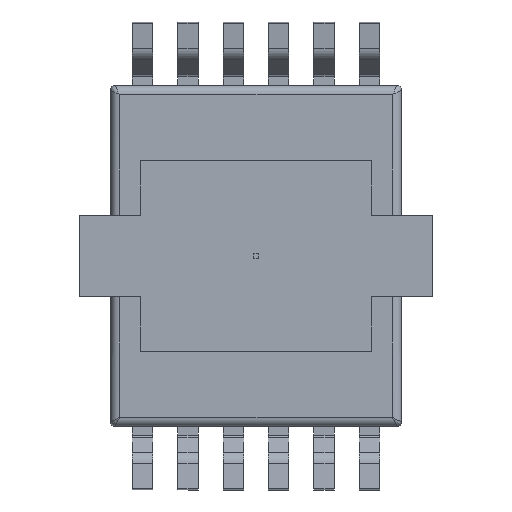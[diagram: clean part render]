
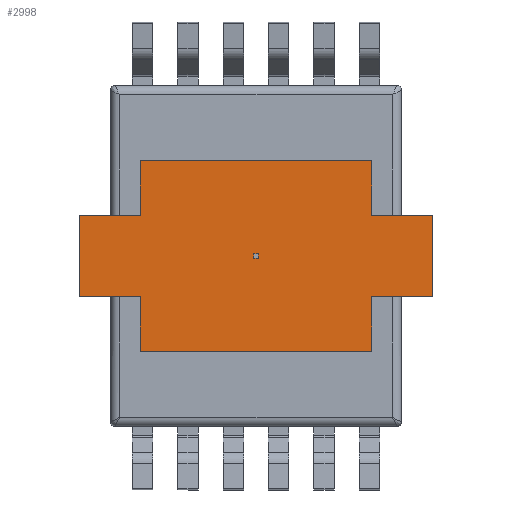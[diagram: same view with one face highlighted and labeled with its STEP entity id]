
A CAD part, front view. The second image highlights one B-rep face of the part: STEP entity #2998.
In plain terms, the highlighted planar face has unit normal (0, -1, 0).
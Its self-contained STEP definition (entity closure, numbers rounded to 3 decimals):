
#57 = CARTESIAN_POINT ( 'NONE',  ( -3.9, 0., -0.9 ) ) ;
#398 = EDGE_CURVE ( 'NONE', #9794, #3307, #1248, .T. ) ;
#703 = CARTESIAN_POINT ( 'NONE',  ( -3.9, 0., 0.9 ) ) ;
#769 = VERTEX_POINT ( 'NONE', #987 ) ;
#798 = LINE ( 'NONE', #5819, #12622 ) ;
#874 = CARTESIAN_POINT ( 'NONE',  ( 2.55, 0., 2.1 ) ) ;
#987 = CARTESIAN_POINT ( 'NONE',  ( -0.05, 0., 0.05 ) ) ;
#1065 = EDGE_CURVE ( 'NONE', #12969, #6855, #3218, .T. ) ;
#1217 = DIRECTION ( 'NONE',  ( 0., 0., -1. ) ) ;
#1233 = VECTOR ( 'NONE', #5899, 1000. ) ;
#1248 = LINE ( 'NONE', #6265, #10064 ) ;
#1290 = VERTEX_POINT ( 'NONE', #703 ) ;
#1372 = DIRECTION ( 'NONE',  ( 0., 1., 0. ) ) ;
#1633 = CARTESIAN_POINT ( 'NONE',  ( 2.55, 0., -0.9 ) ) ;
#1691 = CARTESIAN_POINT ( 'NONE',  ( 3.9, 0., 0.9 ) ) ;
#1943 = EDGE_CURVE ( 'NONE', #1290, #6400, #11001, .T. ) ;
#2236 = VECTOR ( 'NONE', #5096, 1000. ) ;
#2263 = CARTESIAN_POINT ( 'NONE',  ( -2.55, 0., 2.1 ) ) ;
#2419 = VERTEX_POINT ( 'NONE', #6444 ) ;
#2611 = FACE_OUTER_BOUND ( 'NONE', #12728, .T. ) ;
#2723 = DIRECTION ( 'NONE',  ( 1., 0., 0. ) ) ;
#2998 = ADVANCED_FACE ( 'NONE', ( #13894, #2611 ), #7630, .F. ) ;
#3032 = DIRECTION ( 'NONE',  ( 0., 0., 1. ) ) ;
#3218 = LINE ( 'NONE', #8223, #12695 ) ;
#3251 = VECTOR ( 'NONE', #2723, 1000. ) ;
#3307 = VERTEX_POINT ( 'NONE', #9929 ) ;
#3956 = CARTESIAN_POINT ( 'NONE',  ( 2.55, 0., -0.9 ) ) ;
#4046 = DIRECTION ( 'NONE',  ( 0., 0., 1. ) ) ;
#4051 = EDGE_CURVE ( 'NONE', #9004, #5441, #4936, .T. ) ;
#4056 = CARTESIAN_POINT ( 'NONE',  ( -0.05, 0., -0.05 ) ) ;
#4060 = CARTESIAN_POINT ( 'NONE',  ( -2.55, 0., 2.1 ) ) ;
#4215 = VECTOR ( 'NONE', #6638, 1000. ) ;
#4338 = ORIENTED_EDGE ( 'NONE', *, *, #12859, .F. ) ;
#4351 = LINE ( 'NONE', #9365, #10821 ) ;
#4460 = VECTOR ( 'NONE', #1217, 1000. ) ;
#4757 = DIRECTION ( 'NONE',  ( 1., 0., 0. ) ) ;
#4899 = LINE ( 'NONE', #9907, #10236 ) ;
#4936 = LINE ( 'NONE', #9941, #12981 ) ;
#4945 = EDGE_CURVE ( 'NONE', #8971, #1290, #10300, .T. ) ;
#5041 = VECTOR ( 'NONE', #3032, 1000. ) ;
#5096 = DIRECTION ( 'NONE',  ( -1., 0., 0. ) ) ;
#5100 = ORIENTED_EDGE ( 'NONE', *, *, #15174, .F. ) ;
#5441 = VERTEX_POINT ( 'NONE', #11930 ) ;
#5616 = VERTEX_POINT ( 'NONE', #15444 ) ;
#5819 = CARTESIAN_POINT ( 'NONE',  ( -0.05, 0., 0.05 ) ) ;
#5870 = ORIENTED_EDGE ( 'NONE', *, *, #14608, .F. ) ;
#5899 = DIRECTION ( 'NONE',  ( 1., 0., 0. ) ) ;
#6092 = VERTEX_POINT ( 'NONE', #3956 ) ;
#6107 = EDGE_CURVE ( 'NONE', #7178, #12969, #8973, .T. ) ;
#6265 = CARTESIAN_POINT ( 'NONE',  ( -2.55, 0., -2.1 ) ) ;
#6389 = DIRECTION ( 'NONE',  ( 0., 0., 1. ) ) ;
#6400 = VERTEX_POINT ( 'NONE', #12418 ) ;
#6428 = EDGE_CURVE ( 'NONE', #2419, #8971, #11340, .T. ) ;
#6444 = CARTESIAN_POINT ( 'NONE',  ( -2.55, 0., -0.9 ) ) ;
#6638 = DIRECTION ( 'NONE',  ( -1., 0., 0. ) ) ;
#6692 = DIRECTION ( 'NONE',  ( 1., 0., 0. ) ) ;
#6855 = VERTEX_POINT ( 'NONE', #8000 ) ;
#7178 = VERTEX_POINT ( 'NONE', #4056 ) ;
#7404 = ORIENTED_EDGE ( 'NONE', *, *, #4945, .F. ) ;
#7472 = LINE ( 'NONE', #12497, #4460 ) ;
#7534 = CARTESIAN_POINT ( 'NONE',  ( 2.55, 0., 2.1 ) ) ;
#7630 = PLANE ( 'NONE',  #12256 ) ;
#7654 = EDGE_CURVE ( 'NONE', #11529, #5616, #7472, .T. ) ;
#7671 = VECTOR ( 'NONE', #6692, 1000. ) ;
#8000 = CARTESIAN_POINT ( 'NONE',  ( 0.05, 0., 0.05 ) ) ;
#8223 = CARTESIAN_POINT ( 'NONE',  ( 0.05, 0., -0.05 ) ) ;
#8971 = VERTEX_POINT ( 'NONE', #14298 ) ;
#8973 = LINE ( 'NONE', #14009, #3251 ) ;
#9004 = VERTEX_POINT ( 'NONE', #11817 ) ;
#9077 = DIRECTION ( 'NONE',  ( 0., 0., 1. ) ) ;
#9080 = EDGE_CURVE ( 'NONE', #6092, #9794, #4899, .T. ) ;
#9090 = VECTOR ( 'NONE', #4757, 1000. ) ;
#9282 = LINE ( 'NONE', #14313, #5041 ) ;
#9365 = CARTESIAN_POINT ( 'NONE',  ( -0.05, 0., -0.05 ) ) ;
#9591 = ORIENTED_EDGE ( 'NONE', *, *, #13083, .F. ) ;
#9645 = CARTESIAN_POINT ( 'NONE',  ( 2.55, 0., -2.1 ) ) ;
#9794 = VERTEX_POINT ( 'NONE', #9645 ) ;
#9907 = CARTESIAN_POINT ( 'NONE',  ( 2.55, 0., -2.1 ) ) ;
#9929 = CARTESIAN_POINT ( 'NONE',  ( -2.55, 0., -2.1 ) ) ;
#9941 = CARTESIAN_POINT ( 'NONE',  ( 3.9, 0., -0.9 ) ) ;
#9960 = ORIENTED_EDGE ( 'NONE', *, *, #9080, .F. ) ;
#10064 = VECTOR ( 'NONE', #11292, 1000. ) ;
#10090 = EDGE_LOOP ( 'NONE', ( #12893, #16217, #13710, #5100 ) ) ;
#10236 = VECTOR ( 'NONE', #14944, 1000. ) ;
#10300 = LINE ( 'NONE', #15339, #14567 ) ;
#10821 = VECTOR ( 'NONE', #14396, 1000. ) ;
#10835 = DIRECTION ( 'NONE',  ( -1., 0., 0. ) ) ;
#11001 = LINE ( 'NONE', #16045, #9090 ) ;
#11292 = DIRECTION ( 'NONE',  ( -1., 0., 0. ) ) ;
#11340 = LINE ( 'NONE', #57, #2236 ) ;
#11349 = EDGE_CURVE ( 'NONE', #13500, #11529, #12160, .T. ) ;
#11529 = VERTEX_POINT ( 'NONE', #7534 ) ;
#11681 = ORIENTED_EDGE ( 'NONE', *, *, #398, .F. ) ;
#11817 = CARTESIAN_POINT ( 'NONE',  ( 3.9, 0., 0.9 ) ) ;
#11930 = CARTESIAN_POINT ( 'NONE',  ( 3.9, 0., -0.9 ) ) ;
#11997 = ORIENTED_EDGE ( 'NONE', *, *, #7654, .F. ) ;
#12160 = LINE ( 'NONE', #874, #1233 ) ;
#12256 = AXIS2_PLACEMENT_3D ( 'NONE', #12655, #1372, #6389 ) ;
#12291 = ORIENTED_EDGE ( 'NONE', *, *, #15491, .F. ) ;
#12418 = CARTESIAN_POINT ( 'NONE',  ( -2.55, 0., 0.9 ) ) ;
#12497 = CARTESIAN_POINT ( 'NONE',  ( 2.55, 0., 0.9 ) ) ;
#12622 = VECTOR ( 'NONE', #10835, 1000. ) ;
#12655 = CARTESIAN_POINT ( 'NONE',  ( 0., 0., 0. ) ) ;
#12695 = VECTOR ( 'NONE', #13255, 1000. ) ;
#12728 = EDGE_LOOP ( 'NONE', ( #13755, #5870, #11681, #9960, #9591, #15482, #12291, #11997, #13590, #4338, #15396, #7404 ) ) ;
#12859 = EDGE_CURVE ( 'NONE', #6400, #13500, #15350, .T. ) ;
#12893 = ORIENTED_EDGE ( 'NONE', *, *, #13166, .F. ) ;
#12917 = LINE ( 'NONE', #1633, #4215 ) ;
#12969 = VERTEX_POINT ( 'NONE', #14435 ) ;
#12973 = LINE ( 'NONE', #1691, #7671 ) ;
#12981 = VECTOR ( 'NONE', #14981, 1000. ) ;
#13083 = EDGE_CURVE ( 'NONE', #5441, #6092, #12917, .T. ) ;
#13166 = EDGE_CURVE ( 'NONE', #6855, #769, #798, .T. ) ;
#13255 = DIRECTION ( 'NONE',  ( 0., 0., 1. ) ) ;
#13500 = VERTEX_POINT ( 'NONE', #2263 ) ;
#13590 = ORIENTED_EDGE ( 'NONE', *, *, #11349, .F. ) ;
#13710 = ORIENTED_EDGE ( 'NONE', *, *, #6107, .F. ) ;
#13755 = ORIENTED_EDGE ( 'NONE', *, *, #6428, .F. ) ;
#13894 = FACE_BOUND ( 'NONE', #10090, .T. ) ;
#14009 = CARTESIAN_POINT ( 'NONE',  ( -0.05, 0., -0.05 ) ) ;
#14298 = CARTESIAN_POINT ( 'NONE',  ( -3.9, 0., -0.9 ) ) ;
#14313 = CARTESIAN_POINT ( 'NONE',  ( -2.55, 0., -0.9 ) ) ;
#14396 = DIRECTION ( 'NONE',  ( 0., 0., -1. ) ) ;
#14435 = CARTESIAN_POINT ( 'NONE',  ( 0.05, 0., -0.05 ) ) ;
#14465 = VECTOR ( 'NONE', #9077, 1000. ) ;
#14567 = VECTOR ( 'NONE', #4046, 1000. ) ;
#14608 = EDGE_CURVE ( 'NONE', #3307, #2419, #9282, .T. ) ;
#14944 = DIRECTION ( 'NONE',  ( 0., 0., -1. ) ) ;
#14981 = DIRECTION ( 'NONE',  ( 0., 0., -1. ) ) ;
#15174 = EDGE_CURVE ( 'NONE', #769, #7178, #4351, .T. ) ;
#15339 = CARTESIAN_POINT ( 'NONE',  ( -3.9, 0., 0.9 ) ) ;
#15350 = LINE ( 'NONE', #4060, #14465 ) ;
#15396 = ORIENTED_EDGE ( 'NONE', *, *, #1943, .F. ) ;
#15444 = CARTESIAN_POINT ( 'NONE',  ( 2.55, 0., 0.9 ) ) ;
#15482 = ORIENTED_EDGE ( 'NONE', *, *, #4051, .F. ) ;
#15491 = EDGE_CURVE ( 'NONE', #5616, #9004, #12973, .T. ) ;
#16045 = CARTESIAN_POINT ( 'NONE',  ( -2.55, 0., 0.9 ) ) ;
#16217 = ORIENTED_EDGE ( 'NONE', *, *, #1065, .F. ) ;
